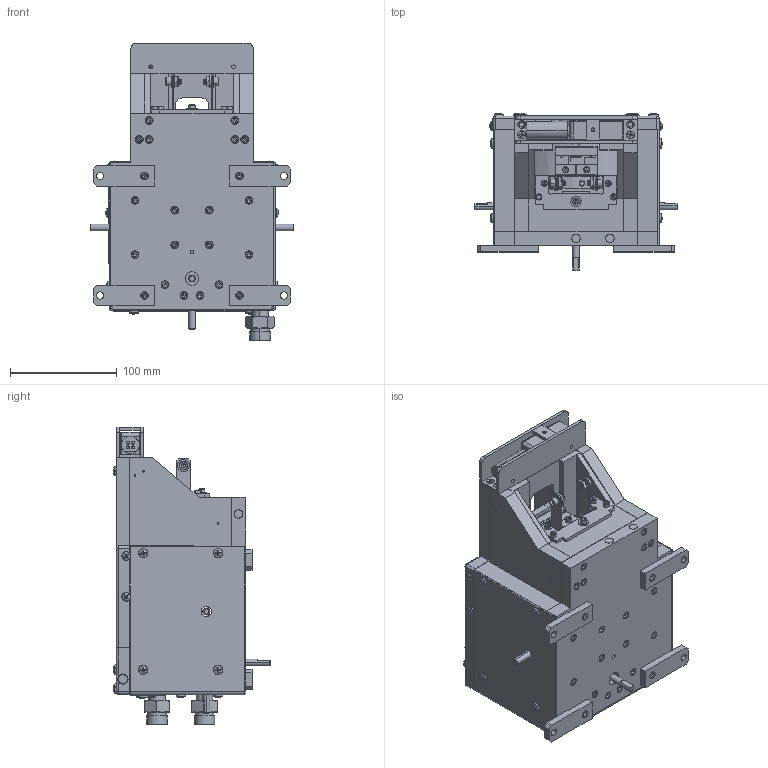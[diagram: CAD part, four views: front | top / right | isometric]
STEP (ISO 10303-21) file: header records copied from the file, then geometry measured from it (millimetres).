
FILE_DESCRIPTION (( 'STEP AP214' ), '1' );
FILE_NAME ('113661_HCR_e-GUN(TM)_4-POCKET_OUTLINE_DRAWING_MODEL.STEP', '2019-12-07T00:26:28', ( 'admin' ), ( 'Microsoft' ), 'SwSTEP 2.0', 'SolidWorks 2016', '' );
FILE_SCHEMA (( 'AUTOMOTIVE_DESIGN' ));
Length unit declared in the file: inch
Products named in the file (1): 113661_HCR_e-GUN(TM)_4-POCKET_OUTLINE_DRAWING_MODEL
Bounding box: 190.45 x 147.09 x 278.26 mm (x, y, z)
Surface area: 377191.9 mm2 (no closed solid volume)
Topology: 0 solids, 194 shells, 1483 faces, 5894 edges, 4415 vertices
Faces by surface type: plane 875, cone 257, cylinder 223, sphere 66, bspline 48, torus 14
Entity records: 91530 total; most frequent: CARTESIAN_POINT 24357, DIRECTION 9842, ORIENTED_EDGE 8448, EDGE_CURVE 5838, VERTEX_POINT 4415, LINE 3356, VECTOR 3356, AXIS2_PLACEMENT_3D 3243
